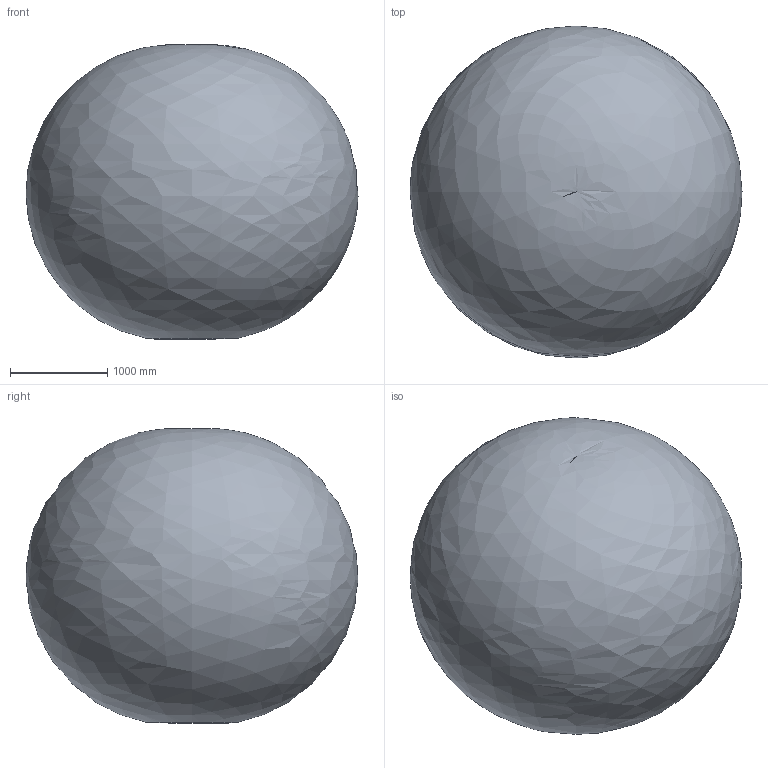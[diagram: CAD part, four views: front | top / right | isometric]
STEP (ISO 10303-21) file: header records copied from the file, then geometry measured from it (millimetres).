
FILE_DESCRIPTION(/* description */ ('Norm.iam Teamplte'),/* implementation_level */ '2;1');
FILE_NAME(/* name */ '3D-model_AT_50014.stp',/* time_stamp */ '2025-08-25T09:00:53+02:00',/* author */ ('josha-tim.penalver'),/* organization */ (''),/* preprocessor_version */ 'ST-DEVELOPER v19.2',/* originating_system */ 'Autodesk Inventor 2023',/* authorisation */ '');
FILE_SCHEMA (('AUTOMOTIVE_DESIGN { 1 0 10303 214 3 1 1 }'));
Products named in the file (13): AT_50014_DUMMY articc5-1803-20kg; MT_WST00108730 Dummy Grundgestell; MT_BGR00109840; MT_WST00109633 Dummy Grundgestell; MT_WST00120644; MT_BGR00109834; MT_WST00108736 Dummy Schwinge; MT_WST00120645; MT_WST00120596 Dummy Schulter; MT_WST00108738 Dummy Arm; MT_WST00108741 Dummy Hand; MT_WST00108742 ISO-Flansch; MT_WST00113281 Arbeitsbereich
Assembly tree (12 placements, depth 3):
  AT_50014_DUMMY articc5-1803-20kg
    MT_WST00108730 Dummy Grundgestell
    MT_BGR00109840
      MT_WST00109633 Dummy Grundgestell
      MT_WST00120644
    MT_BGR00109834
      MT_WST00108736 Dummy Schwinge
      MT_WST00120645
    MT_WST00120596 Dummy Schulter
    MT_WST00108738 Dummy Arm
    MT_WST00108741 Dummy Hand
    MT_WST00108742 ISO-Flansch
    MT_WST00113281 Arbeitsbereich
Bounding box: 3419.02 x 3418.77 x 3035.77 mm (x, y, z)
Volume: 19170736546.4 mm3; surface area: 41107385.1 mm2
Topology: 55 solids, 61 shells, 4620 faces, 11044 edges, 6589 vertices
Faces by surface type: bspline 1589, plane 1099, cylinder 963, torus 519, cone 395, sphere 55
Full cylindrical faces by diameter (mm): 3.242 x6, 3.8 x5, 4 x5, 4.134 x5, 4.917 x9, 5 x1, 5.8 x2, 6 x2, 6.647 x11, 6.8 x1, 7 x14, 7.53 x1, 7.6 x18, 8 x4, 8.5 x7, 8.8 x2, 9 x1, 9.9 x3, 10 x33, 10.106 x4, 11 x5, 11.6 x1, 12 x4, 13 x32, 13.5 x2, 14 x4, 15 x6, 16 x52, 20 x1, 22 x4
Entity records: 202733 total; most frequent: CARTESIAN_POINT 99975, ORIENTED_EDGE 21596, DIRECTION 18370, EDGE_CURVE 10800, AXIS2_PLACEMENT_3D 7820, VERTEX_POINT 6589, EDGE_LOOP 4954, FACE_OUTER_BOUND 4620
